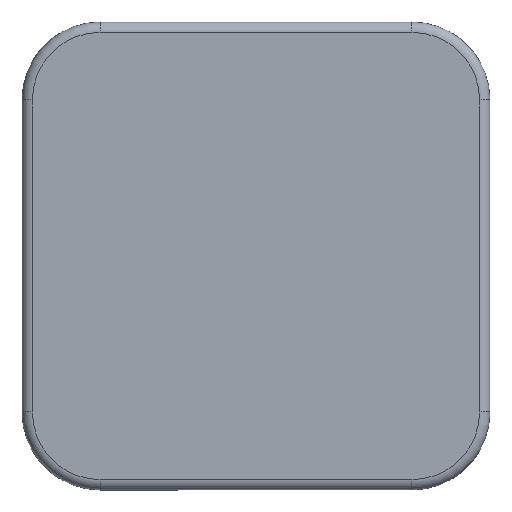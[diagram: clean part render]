
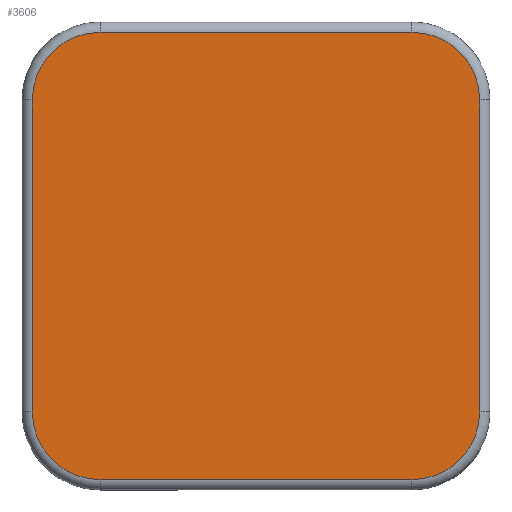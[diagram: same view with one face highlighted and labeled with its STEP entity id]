
A CAD part, top view. The second image highlights one B-rep face of the part: STEP entity #3606.
In plain terms, the highlighted planar face has unit normal (0, 0, 1).
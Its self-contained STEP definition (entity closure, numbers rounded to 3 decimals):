
#92 = CARTESIAN_POINT ( 'NONE',  ( 0., 0., 2.5 ) ) ;
#94 = PLANE ( 'NONE',  #3112 ) ;
#97 = DIRECTION ( 'NONE',  ( 0., 0., 1. ) ) ;
#98 = DIRECTION ( 'NONE',  ( 1., 0., 0. ) ) ;
#324 = ORIENTED_EDGE ( 'NONE', *, *, #4015, .T. ) ;
#325 = ORIENTED_EDGE ( 'NONE', *, *, #4013, .T. ) ;
#326 = ORIENTED_EDGE ( 'NONE', *, *, #4014, .T. ) ;
#354 = EDGE_LOOP ( 'NONE', ( #4773, #4768, #4769, #1113, #402, #325, #326, #324 ) ) ;
#402 = ORIENTED_EDGE ( 'NONE', *, *, #4012, .T. ) ;
#766 = VERTEX_POINT ( 'NONE', #2264 ) ;
#773 = VERTEX_POINT ( 'NONE', #2268 ) ;
#775 = VERTEX_POINT ( 'NONE', #2270 ) ;
#776 = VERTEX_POINT ( 'NONE', #2271 ) ;
#777 = VERTEX_POINT ( 'NONE', #2272 ) ;
#870 = VERTEX_POINT ( 'NONE', #4412 ) ;
#876 = VERTEX_POINT ( 'NONE', #4422 ) ;
#877 = VERTEX_POINT ( 'NONE', #4424 ) ;
#1113 = ORIENTED_EDGE ( 'NONE', *, *, #4011, .T. ) ;
#2264 = CARTESIAN_POINT ( 'NONE',  ( -30., 43., 2.5 ) ) ;
#2268 = CARTESIAN_POINT ( 'NONE',  ( -43., 30., 2.5 ) ) ;
#2270 = CARTESIAN_POINT ( 'NONE',  ( -30., -43., 2.5 ) ) ;
#2271 = CARTESIAN_POINT ( 'NONE',  ( 43., -30., 2.5 ) ) ;
#2272 = CARTESIAN_POINT ( 'NONE',  ( 30., -43., 2.5 ) ) ;
#2370 = AXIS2_PLACEMENT_3D ( 'NONE', #3879, #3880, #3881 ) ;
#2371 = AXIS2_PLACEMENT_3D ( 'NONE', #3884, #3885, #3886 ) ;
#2372 = AXIS2_PLACEMENT_3D ( 'NONE', #3888, #3889, #3890 ) ;
#2373 = AXIS2_PLACEMENT_3D ( 'NONE', #3892, #3893, #3894 ) ;
#2868 = LINE ( 'NONE', #4033, #2871 ) ;
#2871 = VECTOR ( 'NONE', #4035, 1000. ) ;
#2956 = CIRCLE ( 'NONE', #2370, 13. ) ;
#2960 = LINE ( 'NONE', #3866, #2962 ) ;
#2961 = CIRCLE ( 'NONE', #2371, 13. ) ;
#2962 = VECTOR ( 'NONE', #3865, 1000. ) ;
#2963 = LINE ( 'NONE', #3877, #2965 ) ;
#2964 = CIRCLE ( 'NONE', #2372, 13. ) ;
#2965 = VECTOR ( 'NONE', #3878, 1000. ) ;
#2966 = LINE ( 'NONE', #3882, #2968 ) ;
#2967 = CIRCLE ( 'NONE', #2373, 13. ) ;
#2968 = VECTOR ( 'NONE', #3883, 1000. ) ;
#3112 = AXIS2_PLACEMENT_3D ( 'NONE', #92, #97, #98 ) ;
#3266 = FACE_OUTER_BOUND ( 'NONE', #354, .T. ) ;
#3606 = ADVANCED_FACE ( 'NONE', ( #3266 ), #94, .T. ) ;
#3865 = DIRECTION ( 'NONE',  ( 0., -1., 0. ) ) ;
#3866 = CARTESIAN_POINT ( 'NONE',  ( -43., -30., 2.5 ) ) ;
#3877 = CARTESIAN_POINT ( 'NONE',  ( 30., -43., 2.5 ) ) ;
#3878 = DIRECTION ( 'NONE',  ( 1., 0., 0. ) ) ;
#3879 = CARTESIAN_POINT ( 'NONE',  ( -30., 30., 2.5 ) ) ;
#3880 = DIRECTION ( 'NONE',  ( 0., 0., 1. ) ) ;
#3881 = DIRECTION ( 'NONE',  ( 1., 0., 0. ) ) ;
#3882 = CARTESIAN_POINT ( 'NONE',  ( 43., 30., 2.5 ) ) ;
#3883 = DIRECTION ( 'NONE',  ( 0., 1., 0. ) ) ;
#3884 = CARTESIAN_POINT ( 'NONE',  ( -30., -30., 2.5 ) ) ;
#3885 = DIRECTION ( 'NONE',  ( 0., 0., 1. ) ) ;
#3886 = DIRECTION ( 'NONE',  ( 1., 0., 0. ) ) ;
#3888 = CARTESIAN_POINT ( 'NONE',  ( 30., -30., 2.5 ) ) ;
#3889 = DIRECTION ( 'NONE',  ( 0., 0., 1. ) ) ;
#3890 = DIRECTION ( 'NONE',  ( 1., 0., 0. ) ) ;
#3892 = CARTESIAN_POINT ( 'NONE',  ( 30., 30., 2.5 ) ) ;
#3893 = DIRECTION ( 'NONE',  ( 0., 0., 1. ) ) ;
#3894 = DIRECTION ( 'NONE',  ( 1., 0., 0. ) ) ;
#3944 = EDGE_CURVE ( 'NONE', #870, #766, #2868, .T. ) ;
#4009 = EDGE_CURVE ( 'NONE', #766, #773, #2956, .T. ) ;
#4010 = EDGE_CURVE ( 'NONE', #773, #877, #2960, .T. ) ;
#4011 = EDGE_CURVE ( 'NONE', #877, #775, #2961, .T. ) ;
#4012 = EDGE_CURVE ( 'NONE', #775, #777, #2963, .T. ) ;
#4013 = EDGE_CURVE ( 'NONE', #777, #776, #2964, .T. ) ;
#4014 = EDGE_CURVE ( 'NONE', #776, #876, #2966, .T. ) ;
#4015 = EDGE_CURVE ( 'NONE', #876, #870, #2967, .T. ) ;
#4033 = CARTESIAN_POINT ( 'NONE',  ( -30., 43., 2.5 ) ) ;
#4035 = DIRECTION ( 'NONE',  ( -1., 0., 0. ) ) ;
#4412 = CARTESIAN_POINT ( 'NONE',  ( 30., 43., 2.5 ) ) ;
#4422 = CARTESIAN_POINT ( 'NONE',  ( 43., 30., 2.5 ) ) ;
#4424 = CARTESIAN_POINT ( 'NONE',  ( -43., -30., 2.5 ) ) ;
#4768 = ORIENTED_EDGE ( 'NONE', *, *, #4009, .T. ) ;
#4769 = ORIENTED_EDGE ( 'NONE', *, *, #4010, .T. ) ;
#4773 = ORIENTED_EDGE ( 'NONE', *, *, #3944, .T. ) ;
